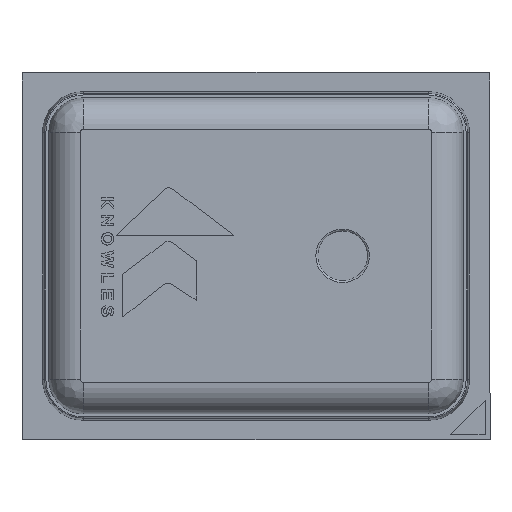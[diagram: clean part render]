
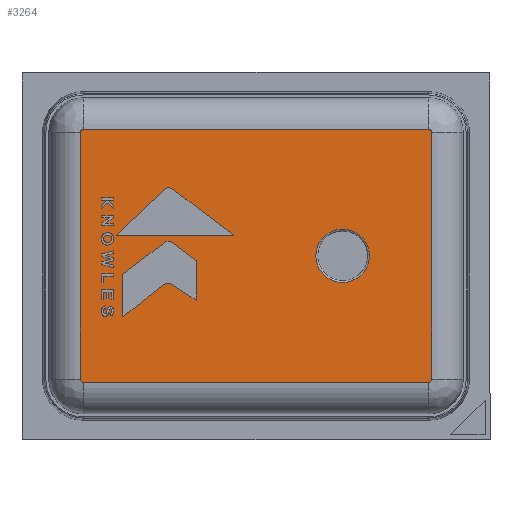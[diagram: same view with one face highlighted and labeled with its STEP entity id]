
A CAD part, top view. The second image highlights one B-rep face of the part: STEP entity #3264.
In plain terms, the highlighted planar face has unit normal (0, 0, 1).
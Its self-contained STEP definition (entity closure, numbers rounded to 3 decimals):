
#189=FACE_BOUND('',#581,.T.);
#211=PLANE('',#3737);
#370=FACE_OUTER_BOUND('',#580,.T.);
#580=EDGE_LOOP('',(#2471,#2472,#2473,#2474,#2475,#2476,#2477,#2478));
#581=EDGE_LOOP('',(#2479));
#795=LINE('',#5071,#1106);
#796=LINE('',#5075,#1107);
#797=LINE('',#5079,#1108);
#798=LINE('',#5082,#1109);
#1106=VECTOR('',#4211,10.);
#1107=VECTOR('',#4214,10.);
#1108=VECTOR('',#4217,10.);
#1109=VECTOR('',#4220,10.);
#1408=CIRCLE('',#3731,0.215);
#1413=CIRCLE('',#3738,0.025);
#1414=CIRCLE('',#3739,0.025);
#1415=CIRCLE('',#3740,0.025);
#1416=CIRCLE('',#3741,0.025);
#1531=VERTEX_POINT('',#5055);
#1535=VERTEX_POINT('',#5067);
#1536=VERTEX_POINT('',#5068);
#1537=VERTEX_POINT('',#5070);
#1538=VERTEX_POINT('',#5072);
#1539=VERTEX_POINT('',#5074);
#1540=VERTEX_POINT('',#5076);
#1541=VERTEX_POINT('',#5078);
#1542=VERTEX_POINT('',#5080);
#1881=EDGE_CURVE('',#1531,#1531,#1408,.T.);
#1887=EDGE_CURVE('',#1535,#1536,#1413,.T.);
#1888=EDGE_CURVE('',#1537,#1535,#795,.T.);
#1889=EDGE_CURVE('',#1538,#1537,#1414,.T.);
#1890=EDGE_CURVE('',#1539,#1538,#796,.T.);
#1891=EDGE_CURVE('',#1540,#1539,#1415,.T.);
#1892=EDGE_CURVE('',#1541,#1540,#797,.T.);
#1893=EDGE_CURVE('',#1542,#1541,#1416,.T.);
#1894=EDGE_CURVE('',#1536,#1542,#798,.T.);
#2471=ORIENTED_EDGE('',*,*,#1887,.F.);
#2472=ORIENTED_EDGE('',*,*,#1888,.F.);
#2473=ORIENTED_EDGE('',*,*,#1889,.F.);
#2474=ORIENTED_EDGE('',*,*,#1890,.F.);
#2475=ORIENTED_EDGE('',*,*,#1891,.F.);
#2476=ORIENTED_EDGE('',*,*,#1892,.F.);
#2477=ORIENTED_EDGE('',*,*,#1893,.F.);
#2478=ORIENTED_EDGE('',*,*,#1894,.F.);
#2479=ORIENTED_EDGE('',*,*,#1881,.F.);
#3264=ADVANCED_FACE('',(#370,#189),#211,.T.);
#3731=AXIS2_PLACEMENT_3D('',#5056,#4194,#4195);
#3737=AXIS2_PLACEMENT_3D('',#5066,#4207,#4208);
#3738=AXIS2_PLACEMENT_3D('',#5069,#4209,#4210);
#3739=AXIS2_PLACEMENT_3D('',#5073,#4212,#4213);
#3740=AXIS2_PLACEMENT_3D('',#5077,#4215,#4216);
#3741=AXIS2_PLACEMENT_3D('',#5081,#4218,#4219);
#4194=DIRECTION('center_axis',(0.,0.,1.));
#4195=DIRECTION('ref_axis',(-1.,0.,0.));
#4207=DIRECTION('center_axis',(0.,0.,1.));
#4208=DIRECTION('ref_axis',(1.,0.,0.));
#4209=DIRECTION('center_axis',(0.,0.,-1.));
#4210=DIRECTION('ref_axis',(-0.707,0.707,0.));
#4211=DIRECTION('',(0.,1.,0.));
#4212=DIRECTION('center_axis',(0.,0.,-1.));
#4213=DIRECTION('ref_axis',(-0.707,-0.707,0.));
#4214=DIRECTION('',(-1.,0.,0.));
#4215=DIRECTION('center_axis',(0.,0.,-1.));
#4216=DIRECTION('ref_axis',(0.707,-0.707,0.));
#4217=DIRECTION('',(0.,-1.,0.));
#4218=DIRECTION('center_axis',(0.,0.,-1.));
#4219=DIRECTION('ref_axis',(0.707,0.707,0.));
#4220=DIRECTION('',(1.,0.,0.));
#5055=CARTESIAN_POINT('',(0.215,0.696,0.515));
#5056=CARTESIAN_POINT('Origin',(0.,0.696,0.515));
#5066=CARTESIAN_POINT('Origin',(0.,0.,0.515));
#5067=CARTESIAN_POINT('',(-1.016,1.386,0.515));
#5068=CARTESIAN_POINT('',(-0.991,1.411,0.515));
#5069=CARTESIAN_POINT('Origin',(-0.991,1.386,0.515));
#5070=CARTESIAN_POINT('',(-1.016,-1.386,0.515));
#5071=CARTESIAN_POINT('',(-1.016,0.693,0.515));
#5072=CARTESIAN_POINT('',(-0.991,-1.411,0.515));
#5073=CARTESIAN_POINT('Origin',(-0.991,-1.386,0.515));
#5074=CARTESIAN_POINT('',(0.991,-1.411,0.515));
#5075=CARTESIAN_POINT('',(-0.496,-1.411,0.515));
#5076=CARTESIAN_POINT('',(1.016,-1.386,0.515));
#5077=CARTESIAN_POINT('Origin',(0.991,-1.386,0.515));
#5078=CARTESIAN_POINT('',(1.016,1.386,0.515));
#5079=CARTESIAN_POINT('',(1.016,-0.693,0.515));
#5080=CARTESIAN_POINT('',(0.991,1.411,0.515));
#5081=CARTESIAN_POINT('Origin',(0.991,1.386,0.515));
#5082=CARTESIAN_POINT('',(0.496,1.411,0.515));
